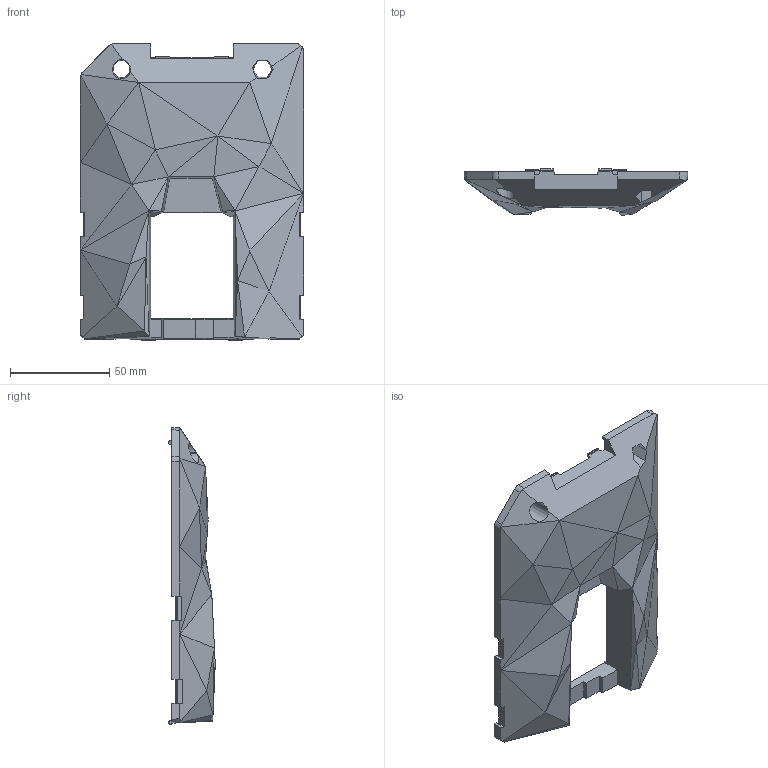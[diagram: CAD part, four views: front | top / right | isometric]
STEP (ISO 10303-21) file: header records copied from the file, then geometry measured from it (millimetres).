
FILE_DESCRIPTION (( 'STEP AP214' ), '1' );
FILE_NAME ('NTC-100092_PocketCHIP_Back_06-14-2016_r1.1.STEP', '2016-06-14T19:30:09', ( '' ), ( '' ), 'SwSTEP 2.0', 'SolidWorks 2015', '' );
FILE_SCHEMA (( 'AUTOMOTIVE_DESIGN' ));
Length unit declared in the file: millimetre
Products named in the file (1): NTC-100092_PocketCHIP_Back_06-14-2016_r1.1
Bounding box: 112.67 x 23.44 x 149.63 mm (x, y, z)
Volume: 45295.2 mm3; surface area: 42638.9 mm2
Topology: 1 solids, 1 shells, 316 faces, 886 edges, 569 vertices
Faces by surface type: plane 281, cylinder 14, bspline 12, cone 9
Entity records: 10480 total; most frequent: CARTESIAN_POINT 2644, ORIENTED_EDGE 1772, DIRECTION 1386, EDGE_CURVE 886, LINE 752, VECTOR 752, VERTEX_POINT 569, EDGE_LOOP 319
